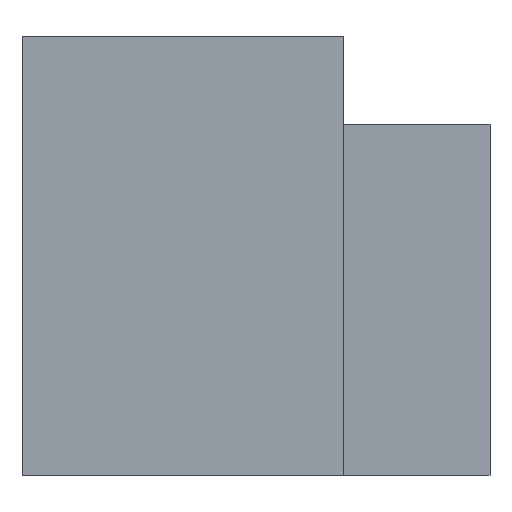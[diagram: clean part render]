
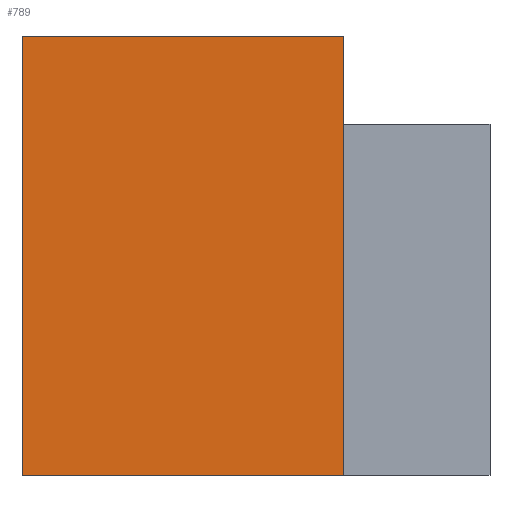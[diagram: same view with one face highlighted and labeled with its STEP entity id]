
A CAD part, left-side view. The second image highlights one B-rep face of the part: STEP entity #789.
In plain terms, the highlighted planar face has unit normal (-1, 0, 0).
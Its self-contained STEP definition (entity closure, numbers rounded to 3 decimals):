
#51=PLANE('',#866);
#93=FACE_OUTER_BOUND('',#140,.T.);
#140=EDGE_LOOP('',(#629,#630,#631,#632));
#209=LINE('',#1232,#296);
#210=LINE('',#1235,#297);
#211=LINE('',#1237,#298);
#212=LINE('',#1238,#299);
#296=VECTOR('',#1014,10.);
#297=VECTOR('',#1017,10.);
#298=VECTOR('',#1018,10.);
#299=VECTOR('',#1019,10.);
#406=VERTEX_POINT('',#1227);
#407=VERTEX_POINT('',#1230);
#408=VERTEX_POINT('',#1234);
#409=VERTEX_POINT('',#1236);
#494=EDGE_CURVE('',#406,#407,#209,.T.);
#495=EDGE_CURVE('',#406,#408,#210,.T.);
#496=EDGE_CURVE('',#409,#407,#211,.T.);
#497=EDGE_CURVE('',#408,#409,#212,.T.);
#629=ORIENTED_EDGE('',*,*,#495,.F.);
#630=ORIENTED_EDGE('',*,*,#494,.T.);
#631=ORIENTED_EDGE('',*,*,#496,.F.);
#632=ORIENTED_EDGE('',*,*,#497,.F.);
#789=ADVANCED_FACE('',(#93),#51,.T.);
#866=AXIS2_PLACEMENT_3D('',#1233,#1015,#1016);
#1014=DIRECTION('',(0.,0.,1.));
#1015=DIRECTION('center_axis',(-1.,0.,
0.));
#1016=DIRECTION('ref_axis',(0.,-1.,0.));
#1017=DIRECTION('',(0.,1.,0.));
#1018=DIRECTION('',(0.,-1.,0.));
#1019=DIRECTION('',(0.,0.,1.));
#1227=CARTESIAN_POINT('',(-61.5,-3.,0.));
#1230=CARTESIAN_POINT('',(-61.5,-3.,15.));
#1232=CARTESIAN_POINT('',(-61.5,-3.,0.));
#1233=CARTESIAN_POINT('Origin',(-61.5,8.,0.));
#1234=CARTESIAN_POINT('',(-61.5,8.,0.));
#1235=CARTESIAN_POINT('',(-61.5,-3.,0.));
#1236=CARTESIAN_POINT('',(-61.5,8.,15.));
#1237=CARTESIAN_POINT('',(-61.5,-3.,15.));
#1238=CARTESIAN_POINT('',(-61.5,8.,0.));
